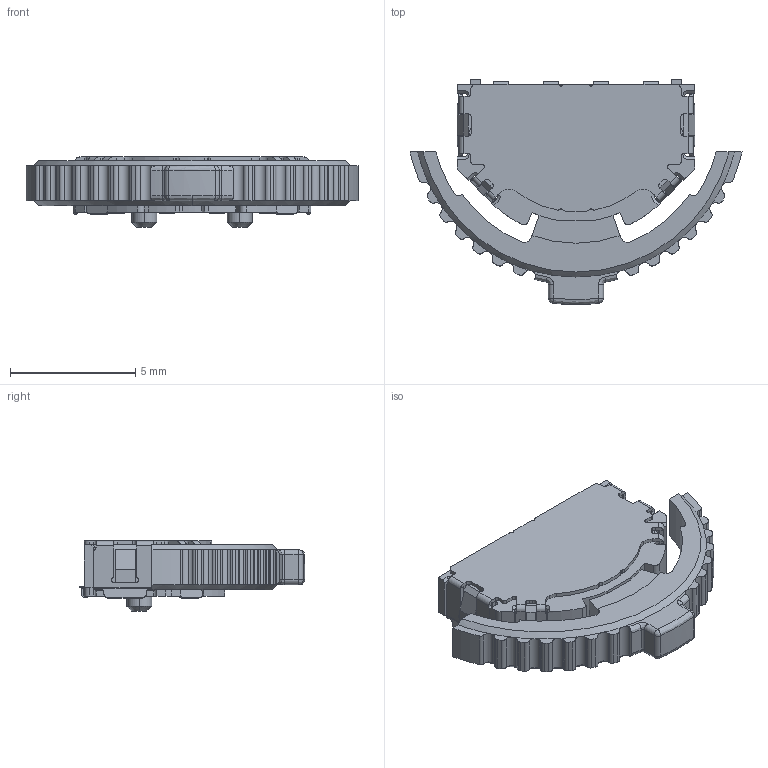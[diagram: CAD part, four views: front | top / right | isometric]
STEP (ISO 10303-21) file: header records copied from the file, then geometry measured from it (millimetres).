
FILE_DESCRIPTION(('FreeCAD Model'),'2;1');
FILE_NAME('Open CASCADE Shape Model','2025-02-12T23:16:04',('Author'),( ''),'Open CASCADE STEP processor 7.6','FreeCAD','Unknown');
FILE_SCHEMA(('AUTOMOTIVE_DESIGN { 1 0 10303 214 1 1 1 1 }'));
Length unit declared in the file: millimetre
Products named in the file (1): SOLID
Bounding box: 13.27 x 9 x 2.8 mm (x, y, z)
Volume: 138.1 mm3; surface area: 307.3 mm2
Topology: 1 solids, 1 shells, 631 faces, 1798 edges, 1153 vertices
Faces by surface type: plane 335, cylinder 259, bspline 19, cone 18
Entity records: 24804 total; most frequent: CARTESIAN_POINT 4193, ORIENTED_EDGE 3596, DIRECTION 3560, EDGE_CURVE 1798, AXIS2_PLACEMENT_3D 1231, VERTEX_POINT 1153, LINE 1098, VECTOR 1098
